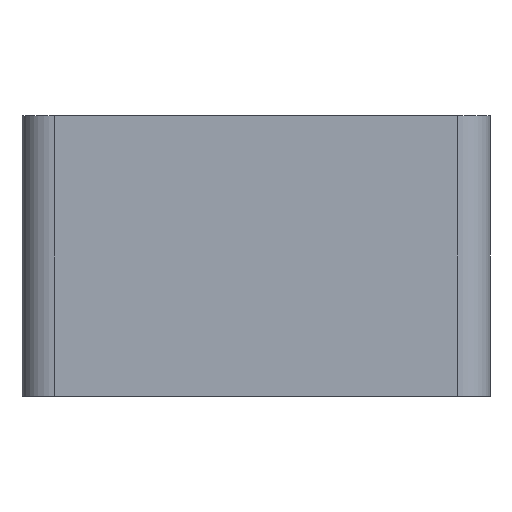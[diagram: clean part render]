
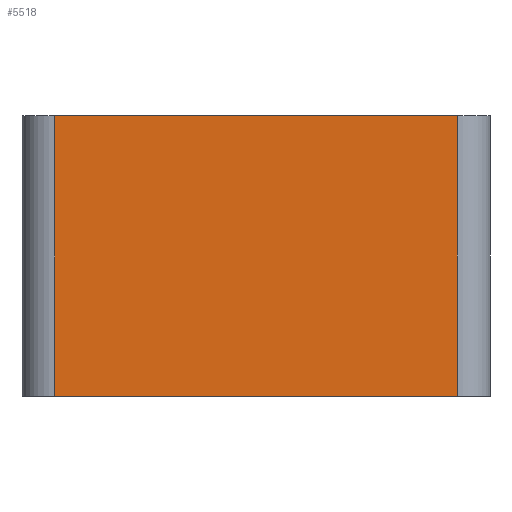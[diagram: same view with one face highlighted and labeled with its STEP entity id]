
A CAD part, left-side view. The second image highlights one B-rep face of the part: STEP entity #5518.
In plain terms, the highlighted planar face has unit normal (-1, 0, 0).
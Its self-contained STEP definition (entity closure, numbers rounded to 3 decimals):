
#95=DIRECTION('',(0.,0.,1.));
#96=VECTOR('',#95,30.);
#97=CARTESIAN_POINT('',(0.,3.5,0.));
#98=LINE('',#97,#96);
#103=DIRECTION('',(0.,1.,0.));
#104=VECTOR('',#103,43.);
#105=CARTESIAN_POINT('',(0.,3.5,0.));
#106=LINE('',#105,#104);
#111=DIRECTION('',(0.,0.,-1.));
#112=VECTOR('',#111,30.);
#113=CARTESIAN_POINT('',(0.,46.5,30.));
#114=LINE('',#113,#112);
#142=DIRECTION('',(0.,1.,0.));
#143=VECTOR('',#142,43.);
#144=CARTESIAN_POINT('',(0.,3.5,30.));
#145=LINE('',#144,#143);
#4413=CARTESIAN_POINT('',(0.,46.5,0.));
#4414=VERTEX_POINT('',#4413);
#4415=CARTESIAN_POINT('',(0.,3.5,0.));
#4416=VERTEX_POINT('',#4415);
#4457=CARTESIAN_POINT('',(0.,3.5,30.));
#4458=VERTEX_POINT('',#4457);
#4459=CARTESIAN_POINT('',(0.,46.5,30.));
#4460=VERTEX_POINT('',#4459);
#5505=CARTESIAN_POINT('',(0.,50.,0.));
#5506=DIRECTION('',(-1.,0.,0.));
#5507=DIRECTION('',(0.,-1.,0.));
#5508=AXIS2_PLACEMENT_3D('',#5505,#5506,#5507);
#5509=PLANE('',#5508);
#5511=ORIENTED_EDGE('',*,*,#5510,.F.);
#5513=ORIENTED_EDGE('',*,*,#5512,.F.);
#5514=ORIENTED_EDGE('',*,*,#5497,.F.);
#5515=ORIENTED_EDGE('',*,*,#5391,.T.);
#5516=EDGE_LOOP('',(#5511,#5513,#5514,#5515));
#5517=FACE_OUTER_BOUND('',#5516,.F.);
#5518=ADVANCED_FACE('',(#5517),#5509,.T.);
#5391=EDGE_CURVE('',#4416,#4414,#106,.T.);
#5497=EDGE_CURVE('',#4416,#4458,#98,.T.);
#5510=EDGE_CURVE('',#4460,#4414,#114,.T.);
#5512=EDGE_CURVE('',#4458,#4460,#145,.T.);
